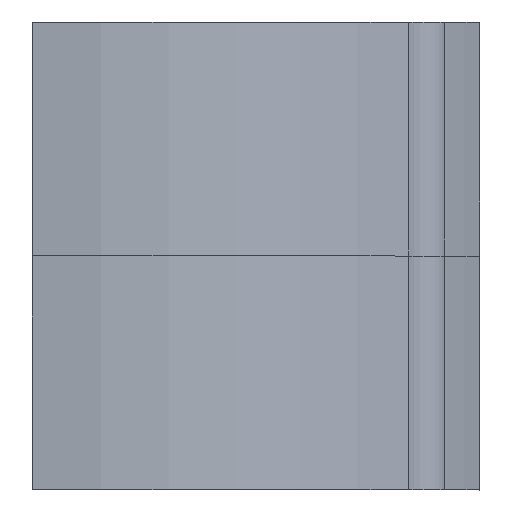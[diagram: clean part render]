
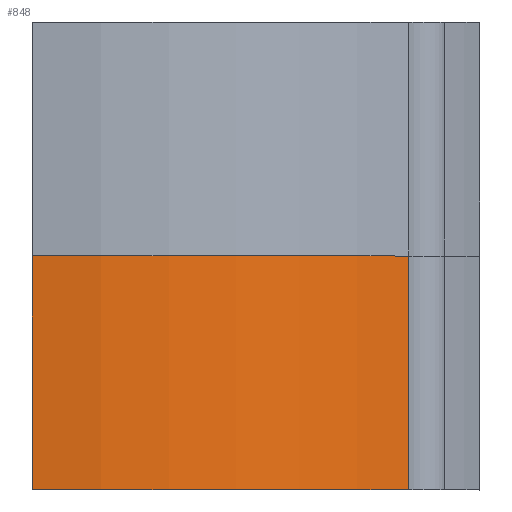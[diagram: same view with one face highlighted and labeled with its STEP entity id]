
A CAD part, top view. The second image highlights one B-rep face of the part: STEP entity #848.
In plain terms, the highlighted cylindrical face has radius 254 mm (diameter 508 mm), a partial arc.
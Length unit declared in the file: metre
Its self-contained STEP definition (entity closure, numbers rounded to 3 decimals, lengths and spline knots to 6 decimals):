
#15=CYLINDRICAL_SURFACE('',#927,0.254);
#47=LINE('',#1314,#133);
#48=LINE('',#1320,#134);
#133=VECTOR('',#1044,1.);
#134=VECTOR('',#1051,1.);
#230=ORIENTED_EDGE('',*,*,#471,.F.);
#231=ORIENTED_EDGE('',*,*,#470,.F.);
#232=ORIENTED_EDGE('',*,*,#472,.T.);
#233=ORIENTED_EDGE('',*,*,#473,.T.);
#470=EDGE_CURVE('',#589,#588,#47,.T.);
#471=EDGE_CURVE('',#588,#590,#657,.F.);
#472=EDGE_CURVE('',#589,#591,#658,.T.);
#473=EDGE_CURVE('',#591,#590,#48,.T.);
#588=VERTEX_POINT('',#1311);
#589=VERTEX_POINT('',#1313);
#590=VERTEX_POINT('',#1317);
#591=VERTEX_POINT('',#1319);
#657=CIRCLE('',#928,0.254);
#658=CIRCLE('',#929,0.254);
#691=EDGE_LOOP('',(#230,#231,#232,#233));
#753=FACE_BOUND('',#691,.T.);
#848=ADVANCED_FACE('',(#753),#15,.T.);
#927=AXIS2_PLACEMENT_3D('',#1315,#1045,#1046);
#928=AXIS2_PLACEMENT_3D('',#1316,#1047,#1048);
#929=AXIS2_PLACEMENT_3D('',#1318,#1049,#1050);
#1044=DIRECTION('',(0.,1.,0.));
#1045=DIRECTION('',(0.,1.,0.));
#1046=DIRECTION('',(0.,0.,1.));
#1047=DIRECTION('',(0.,-1.,0.));
#1048=DIRECTION('',(0.,0.,-1.));
#1049=DIRECTION('',(0.,1.,0.));
#1050=DIRECTION('',(0.,0.,1.));
#1051=DIRECTION('',(0.,1.,0.));
#1311=CARTESIAN_POINT('',(-0.127,0.,0.168016));
#1313=CARTESIAN_POINT('',(-0.127,-0.132715,0.168016));
#1314=CARTESIAN_POINT('',(-0.127,-0.130175,0.168016));
#1315=CARTESIAN_POINT('',(-0.093609,-0.130175,-0.083779));
#1316=CARTESIAN_POINT('',(-0.093609,0.,-0.083779));
#1317=CARTESIAN_POINT('',(0.086668,0.,0.095152));
#1318=CARTESIAN_POINT('',(-0.093609,-0.132715,-0.083779));
#1319=CARTESIAN_POINT('',(0.086668,-0.132715,0.095152));
#1320=CARTESIAN_POINT('',(0.086668,-0.130175,0.095152));
